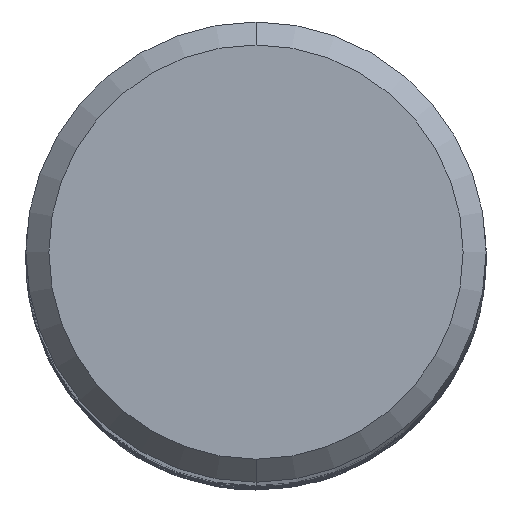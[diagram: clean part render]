
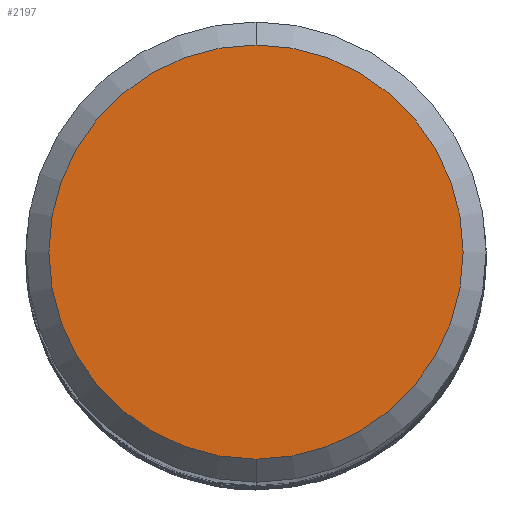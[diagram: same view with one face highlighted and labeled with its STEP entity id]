
A CAD part, top view. The second image highlights one B-rep face of the part: STEP entity #2197.
In plain terms, the highlighted planar face has unit normal (0, 0, 1).
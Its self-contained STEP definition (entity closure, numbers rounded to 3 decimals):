
#1479=EDGE_CURVE('',#2719,#2205,#4220,.T.);
#2197=ADVANCED_FACE('',(#4993),#4994,.T.);
#2205=VERTEX_POINT('',#5003);
#2649=EDGE_CURVE('',#2205,#2719,#5492,.T.);
#2719=VERTEX_POINT('',#5565);
#4220=CIRCLE('',#8831,4.5);
#4993=FACE_OUTER_BOUND('',#18718,.T.);
#4994=PLANE('',#18719);
#5003=CARTESIAN_POINT('',(0.,-4.5,0.0));
#5492=CIRCLE('',#27162,4.5);
#5565=CARTESIAN_POINT('',(0.0,4.5,0.0));
#8831=AXIS2_PLACEMENT_3D('',#46703,#46704,#46705);
#18718=EDGE_LOOP('',(#47470,#47471));
#18719=AXIS2_PLACEMENT_3D('',#47472,#47473,#47474);
#27162=AXIS2_PLACEMENT_3D('',#47996,#47997,#47998);
#46703=CARTESIAN_POINT('',(0.0,0.0,0.0));
#46704=DIRECTION('',(0.0,0.0,-1.0));
#46705=DIRECTION('',(0.0,1.0,0.0));
#47470=ORIENTED_EDGE('',*,*,#1479,.F.);
#47471=ORIENTED_EDGE('',*,*,#2649,.F.);
#47472=CARTESIAN_POINT('',(0.0,2.25,0.0));
#47473=DIRECTION('',(-0.0,0.0,1.0));
#47474=DIRECTION('',(0.0,-1.0,0.0));
#47996=CARTESIAN_POINT('',(0.0,0.0,0.0));
#47997=DIRECTION('',(0.0,0.0,-1.0));
#47998=DIRECTION('',(0.0,1.0,0.0));
